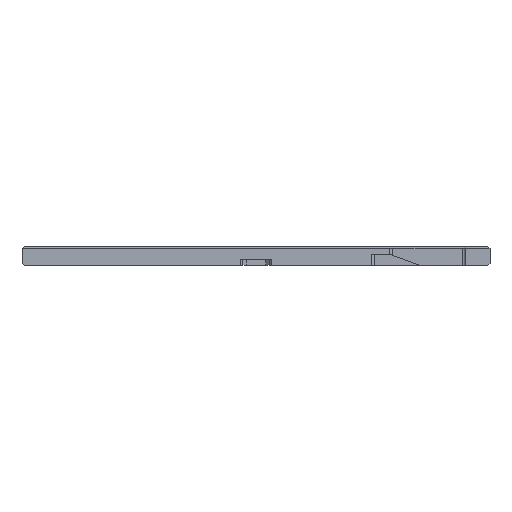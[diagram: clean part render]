
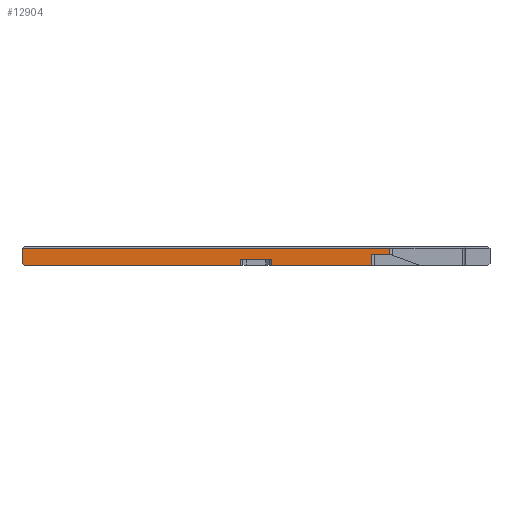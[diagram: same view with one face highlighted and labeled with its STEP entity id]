
A CAD part, left-side view. The second image highlights one B-rep face of the part: STEP entity #12904.
In plain terms, the highlighted planar face has unit normal (-1, 0, 0).
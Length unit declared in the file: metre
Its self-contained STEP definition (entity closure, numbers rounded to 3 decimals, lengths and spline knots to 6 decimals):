
#981=ORIENTED_EDGE('',*,*,#4849,.T.);
#982=ORIENTED_EDGE('',*,*,#4850,.T.);
#983=ORIENTED_EDGE('',*,*,#4825,.F.);
#984=ORIENTED_EDGE('',*,*,#4851,.T.);
#985=ORIENTED_EDGE('',*,*,#4852,.T.);
#986=ORIENTED_EDGE('',*,*,#4853,.F.);
#987=ORIENTED_EDGE('',*,*,#4854,.T.);
#988=ORIENTED_EDGE('',*,*,#4855,.T.);
#989=ORIENTED_EDGE('',*,*,#4856,.F.);
#990=ORIENTED_EDGE('',*,*,#4857,.F.);
#991=ORIENTED_EDGE('',*,*,#4833,.F.);
#992=ORIENTED_EDGE('',*,*,#4858,.T.);
#4825=EDGE_CURVE('',#6760,#6761,#7911,.F.);
#4833=EDGE_CURVE('',#6768,#6769,#7919,.F.);
#4849=EDGE_CURVE('',#6782,#6783,#7935,.T.);
#4850=EDGE_CURVE('',#6783,#6761,#7936,.T.);
#4851=EDGE_CURVE('',#6760,#6784,#7937,.T.);
#4852=EDGE_CURVE('',#6784,#6785,#7938,.T.);
#4853=EDGE_CURVE('',#6786,#6785,#7939,.F.);
#4854=EDGE_CURVE('',#6786,#6787,#7940,.T.);
#4855=EDGE_CURVE('',#6787,#6788,#7941,.T.);
#4856=EDGE_CURVE('',#6789,#6788,#7942,.T.);
#4857=EDGE_CURVE('',#6769,#6789,#7943,.T.);
#4858=EDGE_CURVE('',#6768,#6782,#7944,.T.);
#6760=VERTEX_POINT('',#19224);
#6761=VERTEX_POINT('',#19226);
#6768=VERTEX_POINT('',#19240);
#6769=VERTEX_POINT('',#19242);
#6782=VERTEX_POINT('',#19273);
#6783=VERTEX_POINT('',#19274);
#6784=VERTEX_POINT('',#19277);
#6785=VERTEX_POINT('',#19279);
#6786=VERTEX_POINT('',#19281);
#6787=VERTEX_POINT('',#19283);
#6788=VERTEX_POINT('',#19285);
#6789=VERTEX_POINT('',#19287);
#7911=LINE('',#19225,#9556);
#7919=LINE('',#19241,#9564);
#7935=LINE('',#19272,#9580);
#7936=LINE('',#19275,#9581);
#7937=LINE('',#19276,#9582);
#7938=LINE('',#19278,#9583);
#7939=LINE('',#19280,#9584);
#7940=LINE('',#19282,#9585);
#7941=LINE('',#19284,#9586);
#7942=LINE('',#19286,#9587);
#7943=LINE('',#19288,#9588);
#7944=LINE('',#19289,#9589);
#9556=VECTOR('',#15187,1.);
#9564=VECTOR('',#15195,1.);
#9580=VECTOR('',#15215,1.);
#9581=VECTOR('',#15216,1.);
#9582=VECTOR('',#15217,1.);
#9583=VECTOR('',#15218,1.);
#9584=VECTOR('',#15219,1.);
#9585=VECTOR('',#15220,1.);
#9586=VECTOR('',#15221,1.);
#9587=VECTOR('',#15222,1.);
#9588=VECTOR('',#15223,1.);
#9589=VECTOR('',#15224,1.);
#10840=EDGE_LOOP('',(#981,#982,#983,#984,#985,#986,#987,#988,#989,#990,
#991,#992));
#11618=FACE_BOUND('',#10840,.T.);
#12375=PLANE('',#13715);
#12904=ADVANCED_FACE('',(#11618),#12375,.T.);
#13715=AXIS2_PLACEMENT_3D('',#19271,#15213,#15214);
#15187=DIRECTION('',(0.,-1.,0.));
#15195=DIRECTION('',(0.,-1.,0.));
#15213=DIRECTION('',(-1.,0.,0.));
#15214=DIRECTION('',(0.,0.,1.));
#15215=DIRECTION('',(0.,-1.,0.));
#15216=DIRECTION('',(0.,0.,-1.));
#15217=DIRECTION('',(0.,0.,1.));
#15218=DIRECTION('',(0.,-1.,0.));
#15219=DIRECTION('',(0.,-0.94,-0.342));
#15220=DIRECTION('',(0.,0.,1.));
#15221=DIRECTION('',(0.,1.,0.));
#15222=DIRECTION('',(0.,0.,1.));
#15223=DIRECTION('',(0.,0.866,0.5));
#15224=DIRECTION('',(0.,0.,1.));
#19224=CARTESIAN_POINT('',(-0.047525,-0.018765,0.));
#19225=CARTESIAN_POINT('',(-0.047525,-0.038175,0.));
#19226=CARTESIAN_POINT('',(-0.047525,-0.002466,0.));
#19240=CARTESIAN_POINT('',(-0.047525,0.002466,0.));
#19241=CARTESIAN_POINT('',(-0.047525,-0.038175,0.));
#19242=CARTESIAN_POINT('',(-0.047525,0.037769,0.));
#19271=CARTESIAN_POINT('',(-0.047525,-0.038175,0.025));
#19272=CARTESIAN_POINT('',(-0.047525,-0.038175,0.001));
#19273=CARTESIAN_POINT('',(-0.047525,0.002466,0.001));
#19274=CARTESIAN_POINT('',(-0.047525,-0.002466,0.001));
#19275=CARTESIAN_POINT('',(-0.047525,-0.002466,0.025));
#19276=CARTESIAN_POINT('',(-0.047525,-0.018765,0.0018));
#19277=CARTESIAN_POINT('',(-0.047525,-0.018765,0.0018));
#19278=CARTESIAN_POINT('',(-0.047525,-0.028183,0.0018));
#19279=CARTESIAN_POINT('',(-0.047525,-0.021765,0.0018));
#19280=CARTESIAN_POINT('',(-0.047525,-0.021765,0.0018));
#19281=CARTESIAN_POINT('',(-0.047525,-0.021788,0.001792));
#19282=CARTESIAN_POINT('',(-0.047525,-0.021788,0.003002));
#19283=CARTESIAN_POINT('',(-0.047525,-0.021788,0.0028));
#19284=CARTESIAN_POINT('',(-0.047525,-0.038175,0.0028));
#19285=CARTESIAN_POINT('',(-0.047525,0.038115,0.0028));
#19286=CARTESIAN_POINT('',(-0.047525,0.038115,0.003));
#19287=CARTESIAN_POINT('',(-0.047525,0.038115,0.0002));
#19288=CARTESIAN_POINT('',(-0.047525,0.037769,0.));
#19289=CARTESIAN_POINT('',(-0.047525,0.002466,0.025));
